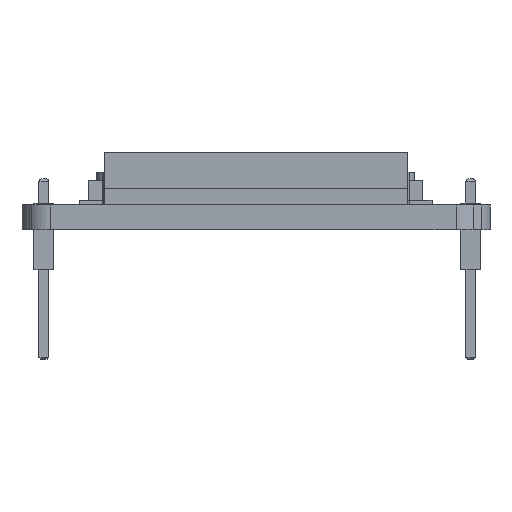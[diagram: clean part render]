
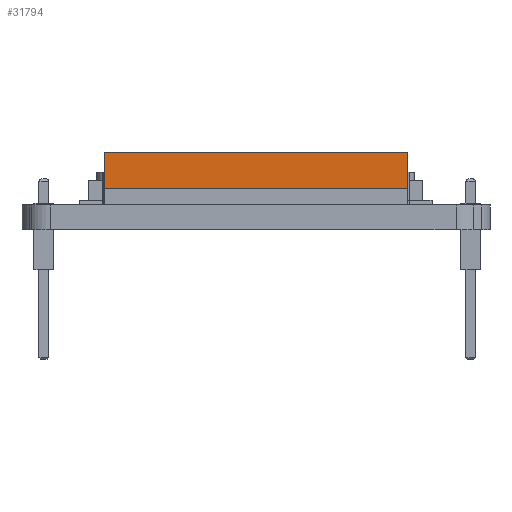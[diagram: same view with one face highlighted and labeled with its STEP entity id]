
A CAD part, front view. The second image highlights one B-rep face of the part: STEP entity #31794.
In plain terms, the highlighted planar face has unit normal (0, -1, 0).
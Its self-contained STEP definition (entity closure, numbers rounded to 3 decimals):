
#2080=FACE_OUTER_BOUND('',#4104,.T.);
#4104=EDGE_LOOP('',(#24539,#24540,#24541,#24542));
#7087=LINE('',#46512,#11067);
#7114=LINE('',#46568,#11094);
#7153=LINE('',#46645,#11133);
#7220=LINE('',#47948,#11200);
#11067=VECTOR('',#38303,10.);
#11094=VECTOR('',#38352,10.);
#11133=VECTOR('',#38393,10.);
#11200=VECTOR('',#38470,10.);
#14465=VERTEX_POINT('',#46509);
#14466=VERTEX_POINT('',#46511);
#14484=VERTEX_POINT('',#46566);
#14521=VERTEX_POINT('',#46643);
#17959=EDGE_CURVE('',#14465,#14466,#7087,.T.);
#17986=EDGE_CURVE('',#14484,#14465,#7114,.T.);
#18025=EDGE_CURVE('',#14466,#14521,#7153,.T.);
#18245=EDGE_CURVE('',#14484,#14521,#7220,.T.);
#24539=ORIENTED_EDGE('',*,*,#17986,.F.);
#24540=ORIENTED_EDGE('',*,*,#18245,.T.);
#24541=ORIENTED_EDGE('',*,*,#18025,.F.);
#24542=ORIENTED_EDGE('',*,*,#17959,.F.);
#30221=PLANE('',#33891);
#31794=ADVANCED_FACE('',(#2080),#30221,.T.);
#33891=AXIS2_PLACEMENT_3D('',#47947,#38468,#38469);
#38303=DIRECTION('',(0.,0.,1.));
#38352=DIRECTION('',(-1.,0.,0.));
#38393=DIRECTION('',(1.,0.,0.));
#38468=DIRECTION('center_axis',(0.,-1.,0.));
#38469=DIRECTION('ref_axis',(1.,0.,0.));
#38470=DIRECTION('',(0.,0.,1.));
#46509=CARTESIAN_POINT('',(85.579,131.143,2.5));
#46511=CARTESIAN_POINT('',(85.579,131.143,4.7));
#46512=CARTESIAN_POINT('',(85.579,131.143,1.5));
#46566=CARTESIAN_POINT('',(104.079,131.143,2.5));
#46568=CARTESIAN_POINT('',(104.079,131.143,2.5));
#46643=CARTESIAN_POINT('',(104.079,131.143,4.7));
#46645=CARTESIAN_POINT('',(104.079,131.143,4.7));
#47947=CARTESIAN_POINT('Origin',(85.579,131.143,1.5));
#47948=CARTESIAN_POINT('',(104.079,131.143,1.5));
